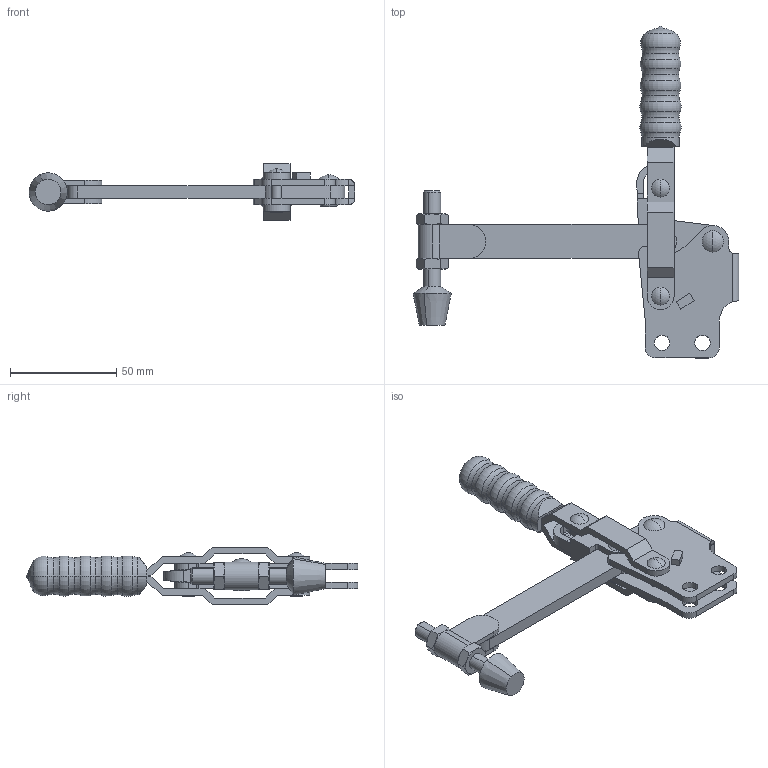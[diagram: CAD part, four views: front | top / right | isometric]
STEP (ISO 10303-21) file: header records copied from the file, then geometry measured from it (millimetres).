
FILE_DESCRIPTION (( 'STEP AP214' ), '1' );
FILE_NAME ('EMC12147.STEP', '2019-01-09T00:52:26', ( 'LinWei' ), ( '' ), 'SwSTEP 2.0', 'SolidWorks 2016', '' );
FILE_SCHEMA (( 'AUTOMOTIVE_DESIGN' ));
Length unit declared in the file: millimetre
Products named in the file (6): 11214208-1^EMC12147; Group5^EMC12147; Group4^EMC12147; Group2^EMC12147; Group1^EMC12147; EMC12147
Assembly tree (5 placements, depth 2):
  EMC12147
    Group1^EMC12147
    Group2^EMC12147
    Group4^EMC12147
    Group5^EMC12147
    11214208-1^EMC12147
Bounding box: 153.26 x 156.15 x 26.7 mm (x, y, z)
Volume: 58717.5 mm3; surface area: 33282.2 mm2
Topology: 5 solids, 5 shells, 307 faces, 765 edges, 479 vertices
Faces by surface type: plane 130, cylinder 92, torus 38, cone 32, sphere 10, bspline 5
Entity records: 10959 total; most frequent: CARTESIAN_POINT 2164, DIRECTION 1647, ORIENTED_EDGE 1526, EDGE_CURVE 763, AXIS2_PLACEMENT_3D 638, VERTEX_POINT 479, VECTOR 371, LINE 371
